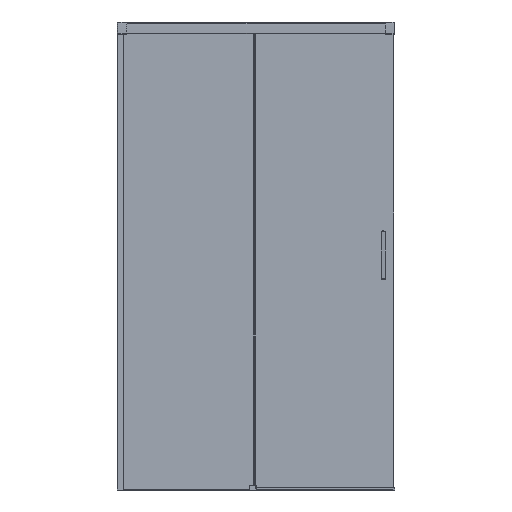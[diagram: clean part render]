
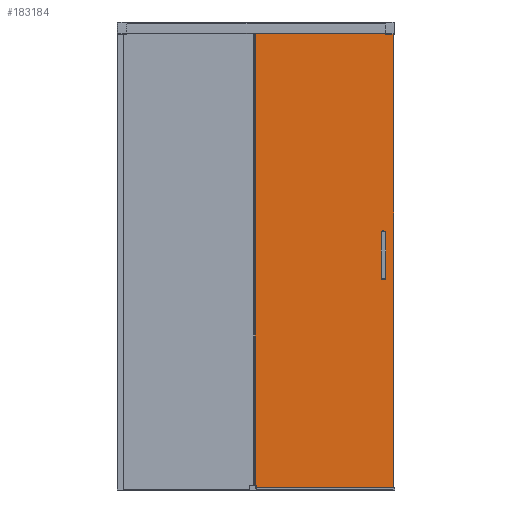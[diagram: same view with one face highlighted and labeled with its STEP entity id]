
A CAD part, front view. The second image highlights one B-rep face of the part: STEP entity #183184.
In plain terms, the highlighted planar face has unit normal (0, -1, 0).
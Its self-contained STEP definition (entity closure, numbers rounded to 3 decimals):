
#182792=DIRECTION('',(-1.,0.,
0.));
#182793=VECTOR('',#182792,633.);
#182794=CARTESIAN_POINT('',(1181.901,32.67,
1022.34));
#182795=LINE('',#182794,#182793);
#182808=DIRECTION('',(0.,0.,1.));
#182809=VECTOR('',#182808,1987.);
#182810=CARTESIAN_POINT('',(548.901,32.672,
-964.66));
#182811=LINE('',#182810,#182809);
#182816=DIRECTION('',(-1.,0.,
0.));
#182817=VECTOR('',#182816,633.);
#182818=CARTESIAN_POINT('',(1181.9,32.672,
-964.66));
#182819=LINE('',#182818,#182817);
#182928=DIRECTION('',(0.,0.,-1.));
#182929=VECTOR('',#182928,1987.);
#182930=CARTESIAN_POINT('',(1181.901,32.67,
1022.34));
#182931=LINE('',#182930,#182929);
#182972=CARTESIAN_POINT('',(1181.901,32.67,
1022.34));
#182973=CARTESIAN_POINT('',(548.9,32.669,
1022.34));
#182974=VERTEX_POINT('',#182972);
#182975=VERTEX_POINT('',#182973);
#182978=CARTESIAN_POINT('',(548.901,32.672,
-964.66));
#182979=VERTEX_POINT('',#182978);
#182980=CARTESIAN_POINT('',(1181.9,32.672,
-964.66));
#182981=VERTEX_POINT('',#182980);
#183170=CARTESIAN_POINT('',(865.4,32.671,
28.84));
#183171=DIRECTION('',(0.,1.,0.));
#183172=DIRECTION('',(0.,0.,-1.));
#183173=AXIS2_PLACEMENT_3D('',#183170,#183171,#183172);
#183174=PLANE('',#183173);
#183176=ORIENTED_EDGE('',*,*,#183175,.T.);
#183177=ORIENTED_EDGE('',*,*,#183150,.F.);
#183179=ORIENTED_EDGE('',*,*,#183178,.T.);
#183181=ORIENTED_EDGE('',*,*,#183180,.T.);
#183182=EDGE_LOOP('',(#183176,#183177,#183179,#183181));
#183183=FACE_OUTER_BOUND('',#183182,.F.);
#183150=EDGE_CURVE('',#182974,#182975,#182795,.T.);
#183175=EDGE_CURVE('',#182979,#182975,#182811,.T.);
#183178=EDGE_CURVE('',#182974,#182981,#182931,.T.);
#183180=EDGE_CURVE('',#182981,#182979,#182819,.T.);
#183184=ADVANCED_FACE('',(#183183),#183174,.F.);
